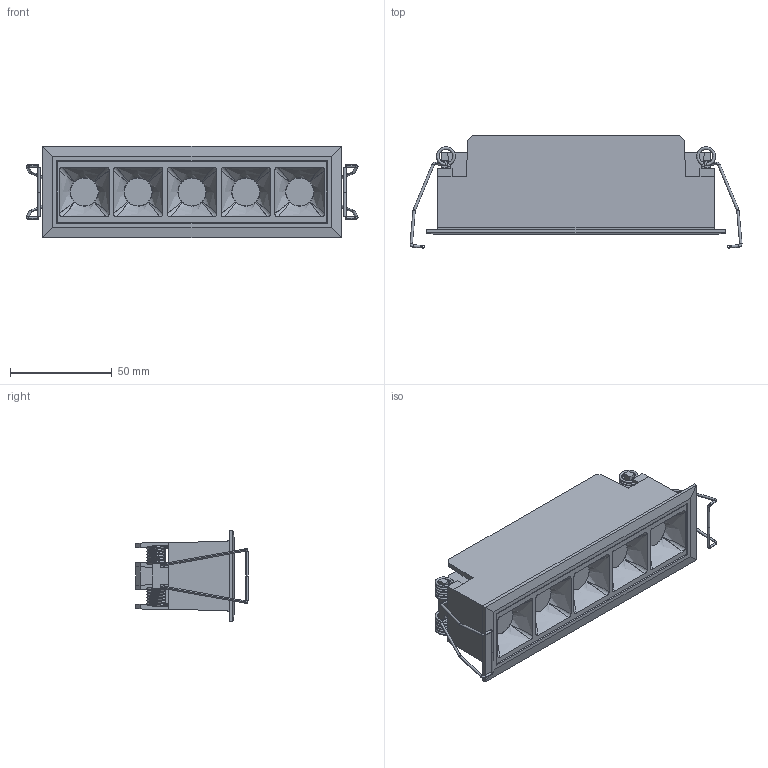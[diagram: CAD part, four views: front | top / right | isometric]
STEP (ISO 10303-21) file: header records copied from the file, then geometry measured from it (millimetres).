
FILE_DESCRIPTION((''),'2;1');
FILE_NAME('010180A05_ASM','2020-04-01T16:50:55',('Administrator'),(''),'CREO PARAMETRIC BY PTC INC, 2019010','CREO PARAMETRIC BY PTC INC, 2019010','');
FILE_SCHEMA(('CONFIG_CONTROL_DESIGN','SHAPE_APPEARANCE_LAYERS_GROUPS'));
Length unit declared in the file: millimetre
Products named in the file (5): ADMI0ABC9CC7V7HT_4; ADMI0ABC9CC7V7HT_5; ADMI0ABC9CC7V7HT_7; ADMI0ABC9CC7V7HT_ASM; 010180A05_ASM
Assembly tree (4 placements, depth 3):
  010180A05_ASM
    ADMI0ABC9CC7V7HT_ASM
      ADMI0ABC9CC7V7HT_4
      ADMI0ABC9CC7V7HT_5
      ADMI0ABC9CC7V7HT_7
Bounding box: 163.33 x 55.14 x 45 mm (x, y, z)
Volume: 160437.3 mm3; surface area: 69802.9 mm2
Topology: 3 solids, 131 shells, 459 faces, 1491 edges, 1160 vertices
Faces by surface type: plane 225, cylinder 98, bspline 56, cone 44, torus 32, extrusion 4
Entity records: 31283 total; most frequent: CARTESIAN_POINT 13577, ORIENTED_EDGE 2390, DIRECTION 2371, EDGE_CURVE 1471, PRESENTATION_STYLE_ASSIGNMENT 1344, STYLED_ITEM 1216, VERTEX_POINT 1160, CURVE_STYLE 1086
